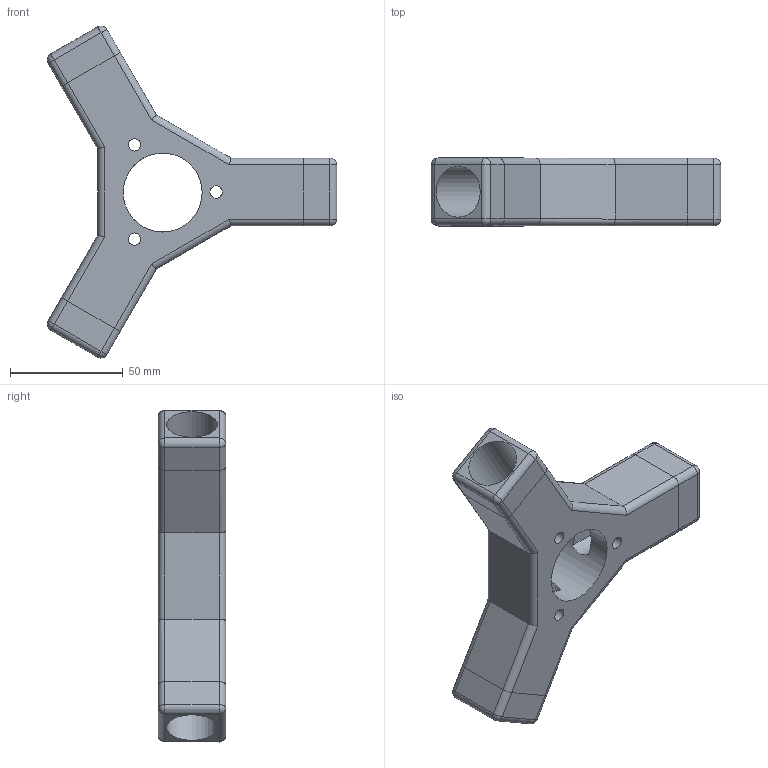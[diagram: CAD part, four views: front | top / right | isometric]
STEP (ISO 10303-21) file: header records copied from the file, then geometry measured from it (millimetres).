
FILE_DESCRIPTION(/* description */ ('','CAx-IF Rec.Pracs.---Representation and Presentation of Product Manufacturing Information (PMI)---4.0---2014-10-13'),/* implementation_level */ '2;1');
FILE_NAME(/* name */ 'roof.step',/* time_stamp */ '2024-12-13T11:33:46+01:00',/* author */ (''),/* organization */ (''),/* preprocessor_version */ 'ST-DEVELOPER v20',/* originating_system */ 'Autodesk Translation Framework v13.20.0.188',/* authorisation */ '');
FILE_SCHEMA (('AP242_MANAGED_MODEL_BASED_3D_ENGINEERING_MIM_LF { 1 0 10303 442 1 1 4 }'));
Length unit declared in the file: millimetre
Products named in the file (2): roof; RoofBaseSolid
Assembly tree (1 placements, depth 2):
  roof
    RoofBaseSolid
Bounding box: 128.25 x 30 x 147.16 mm (x, y, z)
Volume: 120866.9 mm3; surface area: 40807.2 mm2
Topology: 1 solids, 1 shells, 108 faces, 250 edges, 150 vertices
Faces by surface type: cylinder 58, plane 38, sphere 12
Full cylindrical faces by diameter (mm): 5.5 x6, 22.6 x3, 35 x1
Entity records: 3178 total; most frequent: DIRECTION 568, CARTESIAN_POINT 568, ORIENTED_EDGE 500, EDGE_CURVE 250, AXIS2_PLACEMENT_3D 216, VERTEX_POINT 150, LINE 136, VECTOR 136
